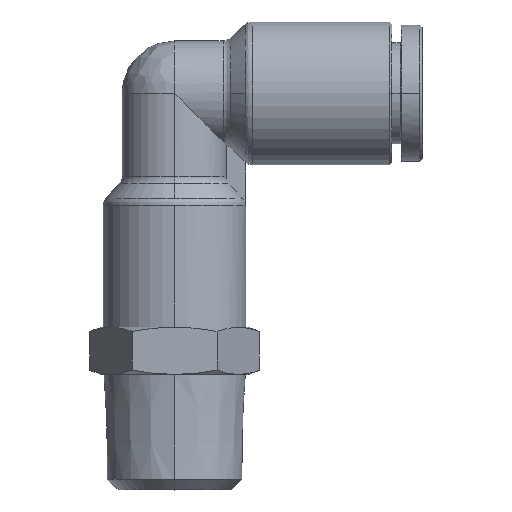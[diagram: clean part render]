
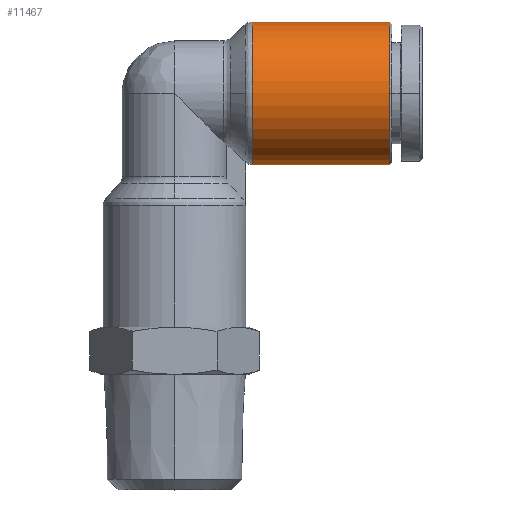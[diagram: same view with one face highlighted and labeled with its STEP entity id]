
A CAD part, top view. The second image highlights one B-rep face of the part: STEP entity #11467.
In plain terms, the highlighted cylindrical face has radius 6.8 mm (diameter 13.6 mm), a partial arc.
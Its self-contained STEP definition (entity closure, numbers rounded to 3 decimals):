
#284 = ORIENTED_EDGE ( 'NONE', *, *, #13529, .T. ) ;
#420 = CARTESIAN_POINT ( 'NONE',  ( 13.028, 0., 6.8 ) ) ;
#540 = CARTESIAN_POINT ( 'NONE',  ( 4.528, 0., -6.8 ) ) ;
#849 = DIRECTION ( 'NONE',  ( 1., 0., 0. ) ) ;
#1019 = EDGE_CURVE ( 'NONE', #13668, #2079, #14980, .T. ) ;
#1954 = ORIENTED_EDGE ( 'NONE', *, *, #8381, .T. ) ;
#2079 = VERTEX_POINT ( 'NONE', #6746 ) ;
#2569 = FACE_OUTER_BOUND ( 'NONE', #15113, .T. ) ;
#3288 = ORIENTED_EDGE ( 'NONE', *, *, #1019, .T. ) ;
#3687 = DIRECTION ( 'NONE',  ( 1., 0., 0. ) ) ;
#4395 = VERTEX_POINT ( 'NONE', #14326 ) ;
#4484 = ORIENTED_EDGE ( 'NONE', *, *, #13104, .T. ) ;
#4543 = AXIS2_PLACEMENT_3D ( 'NONE', #11315, #6395, #10031 ) ;
#4634 = AXIS2_PLACEMENT_3D ( 'NONE', #5650, #11752, #13164 ) ;
#5532 = CIRCLE ( 'NONE', #11072, 6.8 ) ;
#5650 = CARTESIAN_POINT ( 'NONE',  ( 4.528, 0., 0. ) ) ;
#5697 = VERTEX_POINT ( 'NONE', #420 ) ;
#5875 = DIRECTION ( 'NONE',  ( 0., 0., -1. ) ) ;
#6003 = EDGE_CURVE ( 'NONE', #13668, #5697, #12965, .T. ) ;
#6278 = VECTOR ( 'NONE', #3687, 1000. ) ;
#6395 = DIRECTION ( 'NONE',  ( 1., 0., 0. ) ) ;
#6710 = CARTESIAN_POINT ( 'NONE',  ( 13.028, 0., 0. ) ) ;
#6746 = CARTESIAN_POINT ( 'NONE',  ( -0.089, 0., -6.8 ) ) ;
#6932 = LINE ( 'NONE', #540, #10735 ) ;
#7220 = CARTESIAN_POINT ( 'NONE',  ( 13.028, 0., 0. ) ) ;
#7654 = VERTEX_POINT ( 'NONE', #11830 ) ;
#7928 = CYLINDRICAL_SURFACE ( 'NONE', #4634, 6.8 ) ;
#7935 = ORIENTED_EDGE ( 'NONE', *, *, #6003, .F. ) ;
#8381 = EDGE_CURVE ( 'NONE', #7654, #4395, #5532, .T. ) ;
#8419 = CARTESIAN_POINT ( 'NONE',  ( 4.528, 0., 6.8 ) ) ;
#9096 = DIRECTION ( 'NONE',  ( -1., 0., 0. ) ) ;
#10031 = DIRECTION ( 'NONE',  ( 0., 0., -1. ) ) ;
#10477 = DIRECTION ( 'NONE',  ( 0., 0., -1. ) ) ;
#10735 = VECTOR ( 'NONE', #849, 1000. ) ;
#11072 = AXIS2_PLACEMENT_3D ( 'NONE', #6710, #9096, #10477 ) ;
#11315 = CARTESIAN_POINT ( 'NONE',  ( -0.089, 0., 0. ) ) ;
#11467 = ADVANCED_FACE ( 'NONE', ( #2569 ), #7928, .T. ) ;
#11752 = DIRECTION ( 'NONE',  ( 1., 0., 0. ) ) ;
#11830 = CARTESIAN_POINT ( 'NONE',  ( 13.028, 0., -6.8 ) ) ;
#12965 = LINE ( 'NONE', #8419, #6278 ) ;
#13001 = CIRCLE ( 'NONE', #13907, 6.8 ) ;
#13104 = EDGE_CURVE ( 'NONE', #2079, #7654, #6932, .T. ) ;
#13164 = DIRECTION ( 'NONE',  ( 0., 0., -1. ) ) ;
#13529 = EDGE_CURVE ( 'NONE', #4395, #5697, #13001, .T. ) ;
#13668 = VERTEX_POINT ( 'NONE', #15765 ) ;
#13907 = AXIS2_PLACEMENT_3D ( 'NONE', #7220, #15546, #5875 ) ;
#14326 = CARTESIAN_POINT ( 'NONE',  ( 13.028, -6.8, 0. ) ) ;
#14980 = CIRCLE ( 'NONE', #4543, 6.8 ) ;
#15113 = EDGE_LOOP ( 'NONE', ( #7935, #3288, #4484, #1954, #284 ) ) ;
#15546 = DIRECTION ( 'NONE',  ( -1., 0., 0. ) ) ;
#15765 = CARTESIAN_POINT ( 'NONE',  ( -0.089, 0., 6.8 ) ) ;
